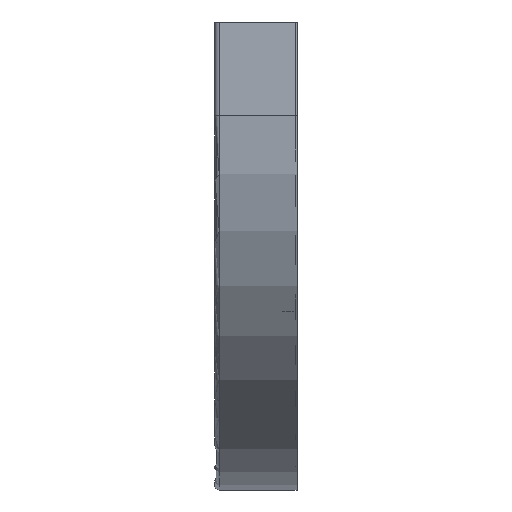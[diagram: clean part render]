
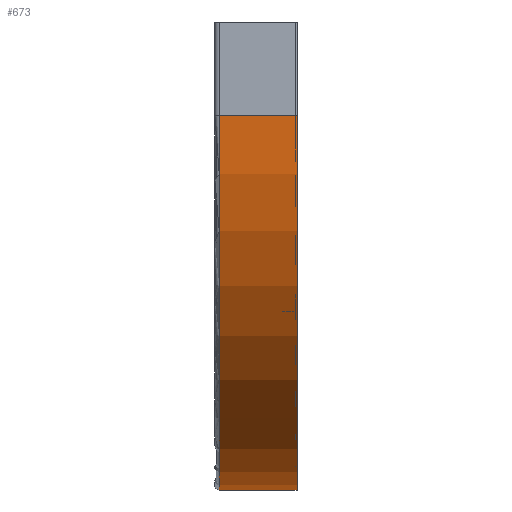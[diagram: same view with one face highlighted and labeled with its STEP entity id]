
A CAD part, left-side view. The second image highlights one B-rep face of the part: STEP entity #673.
In plain terms, the highlighted cylindrical face has radius 500 mm (diameter 1000 mm), a partial arc.
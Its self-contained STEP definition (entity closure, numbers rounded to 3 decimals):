
#27 = VERTEX_POINT ( 'NONE', #1019 ) ;
#77 = CARTESIAN_POINT ( 'NONE',  ( -500., 0., -625. ) ) ;
#94 = AXIS2_PLACEMENT_3D ( 'NONE', #1838, #327, #2720 ) ;
#136 = DIRECTION ( 'NONE',  ( 0., 1., 0. ) ) ;
#150 = CARTESIAN_POINT ( 'NONE',  ( 0., 0., -125. ) ) ;
#315 = CARTESIAN_POINT ( 'NONE',  ( -500., 0., -125. ) ) ;
#327 = DIRECTION ( 'NONE',  ( 0., 1., 0. ) ) ;
#332 = DIRECTION ( 'NONE',  ( 0., 0., 1. ) ) ;
#408 = AXIS2_PLACEMENT_3D ( 'NONE', #1034, #1984, #1761 ) ;
#411 = ORIENTED_EDGE ( 'NONE', *, *, #1671, .F. ) ;
#522 = VERTEX_POINT ( 'NONE', #77 ) ;
#673 = ADVANCED_FACE ( 'NONE', ( #2497 ), #2966, .T. ) ;
#789 = AXIS2_PLACEMENT_3D ( 'NONE', #315, #136, #332 ) ;
#818 = CARTESIAN_POINT ( 'NONE',  ( -500., 0., -625. ) ) ;
#830 = VECTOR ( 'NONE', #1996, 1000. ) ;
#847 = VERTEX_POINT ( 'NONE', #1293 ) ;
#851 = ORIENTED_EDGE ( 'NONE', *, *, #1394, .T. ) ;
#901 = LINE ( 'NONE', #150, #830 ) ;
#968 = ORIENTED_EDGE ( 'NONE', *, *, #1978, .T. ) ;
#1013 = CARTESIAN_POINT ( 'NONE',  ( 0., 0., -125. ) ) ;
#1019 = CARTESIAN_POINT ( 'NONE',  ( -500., 104., -625. ) ) ;
#1034 = CARTESIAN_POINT ( 'NONE',  ( -500., 0., -125. ) ) ;
#1293 = CARTESIAN_POINT ( 'NONE',  ( 0., 104., -125. ) ) ;
#1318 = EDGE_CURVE ( 'NONE', #847, #27, #2377, .T. ) ;
#1394 = EDGE_CURVE ( 'NONE', #1551, #522, #2188, .T. ) ;
#1551 = VERTEX_POINT ( 'NONE', #1013 ) ;
#1671 = EDGE_CURVE ( 'NONE', #1551, #847, #901, .T. ) ;
#1719 = ORIENTED_EDGE ( 'NONE', *, *, #1318, .F. ) ;
#1761 = DIRECTION ( 'NONE',  ( 0., 0., 1. ) ) ;
#1838 = CARTESIAN_POINT ( 'NONE',  ( -500., 104., -125. ) ) ;
#1978 = EDGE_CURVE ( 'NONE', #522, #27, #2905, .T. ) ;
#1984 = DIRECTION ( 'NONE',  ( 0., 1., 0. ) ) ;
#1996 = DIRECTION ( 'NONE',  ( 0., 1., 0. ) ) ;
#2188 = CIRCLE ( 'NONE', #408, 500. ) ;
#2257 = DIRECTION ( 'NONE',  ( 0., 1., 0. ) ) ;
#2377 = CIRCLE ( 'NONE', #94, 500. ) ;
#2497 = FACE_OUTER_BOUND ( 'NONE', #2625, .T. ) ;
#2625 = EDGE_LOOP ( 'NONE', ( #1719, #411, #851, #968 ) ) ;
#2720 = DIRECTION ( 'NONE',  ( 1., 0., 0. ) ) ;
#2905 = LINE ( 'NONE', #818, #2928 ) ;
#2928 = VECTOR ( 'NONE', #2257, 1000. ) ;
#2966 = CYLINDRICAL_SURFACE ( 'NONE', #789, 500. ) ;
